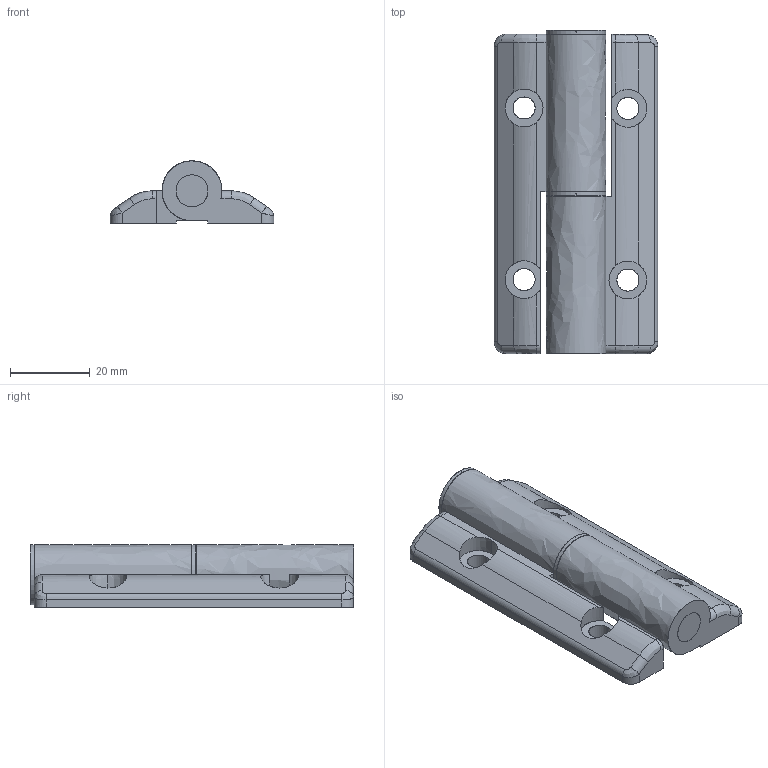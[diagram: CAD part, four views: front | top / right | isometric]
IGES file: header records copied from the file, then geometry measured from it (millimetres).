
Start section: SolidWorks IGES file using analytic representation for surfaces
Global section: file name: B-501-4-L.IGS,15; native system: HSolidWorks 2021; preprocessor: SolidWorks 2021; author: 1337yo; date: 231222.172546; units: millimetre
Bounding box: 41 x 81.1 x 15.6 mm (x, y, z)
Surface area: 14760.9 mm2 (no closed solid volume)
Topology: 0 solids, 0 shells, 99 faces, 1833 edges, 1833 vertices
Faces by surface type: revolution 57, bspline 42
